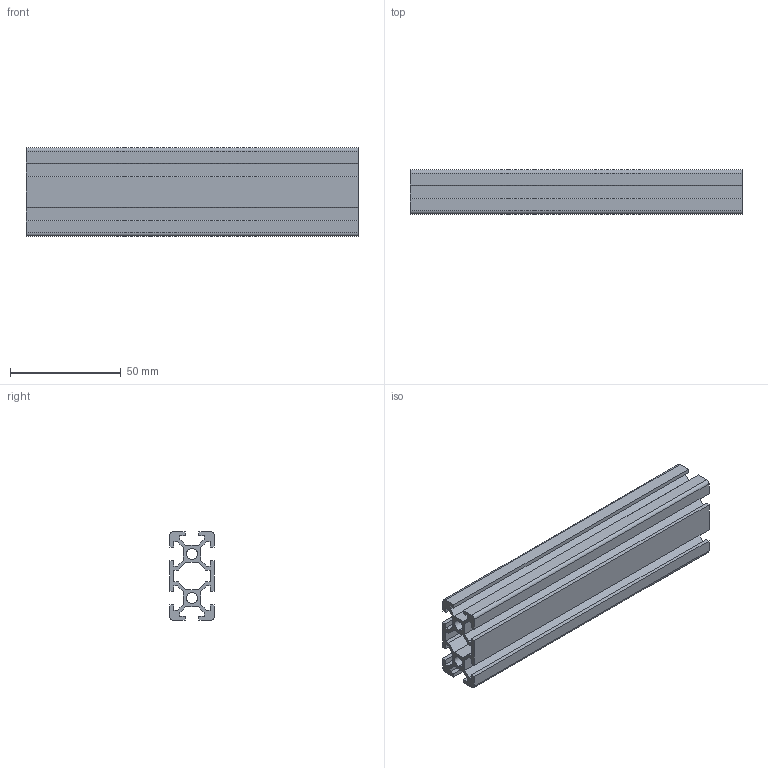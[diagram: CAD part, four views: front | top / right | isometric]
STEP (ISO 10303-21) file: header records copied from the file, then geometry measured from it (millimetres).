
FILE_DESCRIPTION (( 'STEP AP203' ), '1' );
FILE_NAME ('Motor mounting aluminium profile.STEP', '2026-01-11T20:33:53', ( '' ), ( '' ), 'SwSTEP 2.0', 'SolidWorks 2024', '' );
FILE_SCHEMA (( 'CONFIG_CONTROL_DESIGN' ));
Length unit declared in the file: millimetre
Products named in the file (1): Motor mounting aluminium profile
Bounding box: 150 x 20 x 40 mm (x, y, z)
Volume: 45032.7 mm3; surface area: 47126.1 mm2
Topology: 1 solids, 1 shells, 86 faces, 252 edges, 168 vertices
Faces by surface type: plane 78, cylinder 8
Entity records: 2901 total; most frequent: CARTESIAN_POINT 507, ORIENTED_EDGE 504, DIRECTION 442, EDGE_CURVE 252, VECTOR 236, LINE 236, VERTEX_POINT 168, AXIS2_PLACEMENT_3D 103
